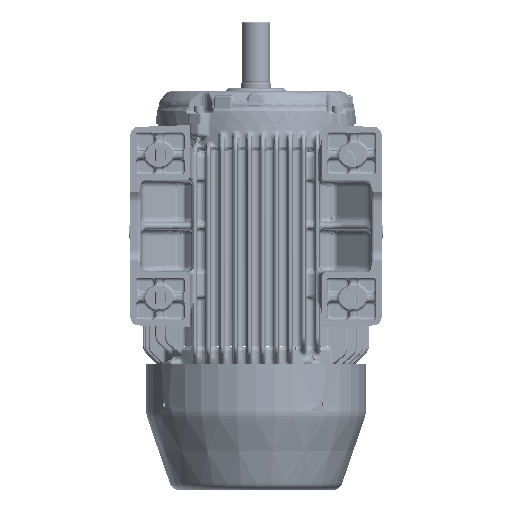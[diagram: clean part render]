
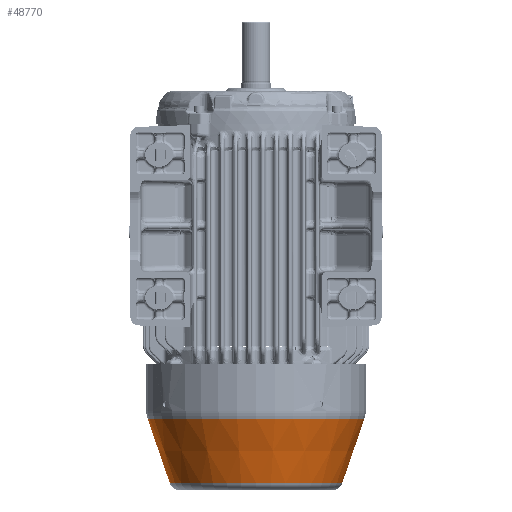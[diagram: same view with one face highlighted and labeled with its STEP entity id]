
A CAD part, front view. The second image highlights one B-rep face of the part: STEP entity #48770.
In plain terms, the highlighted conical face has half-angle 19 degrees and reference radius 84.455 mm.
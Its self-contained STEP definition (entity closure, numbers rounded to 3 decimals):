
#47122=CONICAL_SURFACE('',#121147,84.455,19.);
#48770=ADVANCED_FACE('',(#54097,#54098),#47122,.T.);
#54097=FACE_BOUND('',#56084,.T.);
#54098=FACE_BOUND('',#56085,.T.);
#56084=EDGE_LOOP('',(#67163));
#56085=EDGE_LOOP('',(#67164));
#67163=ORIENTED_EDGE('',*,*,#101134,.T.);
#67164=ORIENTED_EDGE('',*,*,#101135,.F.);
#89593=VERTEX_POINT('',#174683);
#89594=VERTEX_POINT('',#174686);
#101134=EDGE_CURVE('',#89593,#89593,#114507,.T.);
#101135=EDGE_CURVE('',#89594,#89594,#114508,.T.);
#114507=CIRCLE('',#121144,106.138);
#114508=CIRCLE('',#121146,84.455);
#121144=AXIS2_PLACEMENT_3D('',#174682,#134526,#134527);
#121146=AXIS2_PLACEMENT_3D('',#174685,#134530,#134531);
#121147=AXIS2_PLACEMENT_3D('',#174687,#134532,#134533);
#134526=DIRECTION('',(0.,0.,-1.));
#134527=DIRECTION('',(-1.,0.,0.));
#134530=DIRECTION('',(0.,0.,-1.));
#134531=DIRECTION('',(-1.,0.,0.));
#134532=DIRECTION('',(0.,0.,1.));
#134533=DIRECTION('',(1.,0.,0.));
#174682=CARTESIAN_POINT('',(0.,0.,-328.784));
#174683=CARTESIAN_POINT('',(-106.138,0.,-328.784));
#174685=CARTESIAN_POINT('',(0.,0.,-391.756));
#174686=CARTESIAN_POINT('',(-84.455,0.,-391.756));
#174687=CARTESIAN_POINT('',(0.,0.,-391.756));
